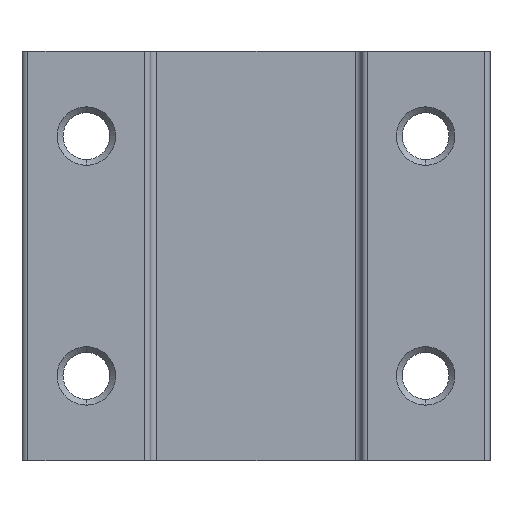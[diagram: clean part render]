
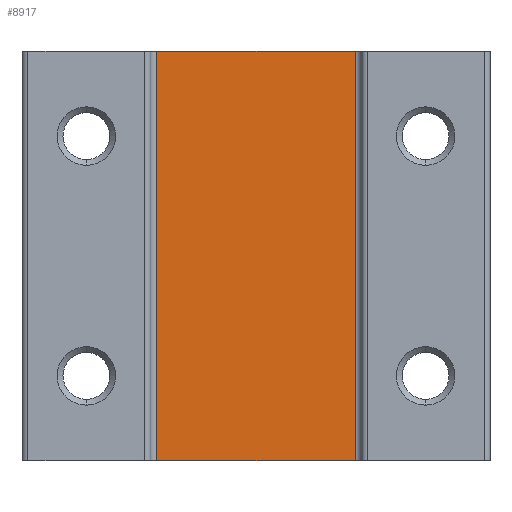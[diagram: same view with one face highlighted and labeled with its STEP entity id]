
A CAD part, front view. The second image highlights one B-rep face of the part: STEP entity #8917.
In plain terms, the highlighted planar face has unit normal (0, -1, 0).
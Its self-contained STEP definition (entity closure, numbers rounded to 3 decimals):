
#7 = ORIENTED_EDGE ( 'NONE', *, *, #13460, .T. ) ;
#910 = LINE ( 'NONE', #6305, #4829 ) ;
#993 = VERTEX_POINT ( 'NONE', #3155 ) ;
#1024 = EDGE_LOOP ( 'NONE', ( #7, #1109, #1219, #4266 ) ) ;
#1109 = ORIENTED_EDGE ( 'NONE', *, *, #9147, .T. ) ;
#1219 = ORIENTED_EDGE ( 'NONE', *, *, #12728, .F. ) ;
#2094 = CARTESIAN_POINT ( 'NONE',  ( -8.5, 1., -17.5 ) ) ;
#2343 = EDGE_CURVE ( 'NONE', #8426, #4815, #11586, .T. ) ;
#2798 = VECTOR ( 'NONE', #7437, 1000. ) ;
#3155 = CARTESIAN_POINT ( 'NONE',  ( 8.5, 1., 17.5 ) ) ;
#4245 = FACE_OUTER_BOUND ( 'NONE', #1024, .T. ) ;
#4266 = ORIENTED_EDGE ( 'NONE', *, *, #2343, .T. ) ;
#4375 = AXIS2_PLACEMENT_3D ( 'NONE', #10766, #6454, #10567 ) ;
#4526 = CARTESIAN_POINT ( 'NONE',  ( -8.5, 1., -17.5 ) ) ;
#4797 = CARTESIAN_POINT ( 'NONE',  ( 8.5, 1., 17.5 ) ) ;
#4815 = VERTEX_POINT ( 'NONE', #4526 ) ;
#4829 = VECTOR ( 'NONE', #9473, 1000. ) ;
#6305 = CARTESIAN_POINT ( 'NONE',  ( -9., 1., 17.5 ) ) ;
#6454 = DIRECTION ( 'NONE',  ( 0., 1., 0. ) ) ;
#7358 = PLANE ( 'NONE',  #4375 ) ;
#7437 = DIRECTION ( 'NONE',  ( 0., 0., -1. ) ) ;
#8269 = CARTESIAN_POINT ( 'NONE',  ( -8.5, 1., 17.5 ) ) ;
#8418 = LINE ( 'NONE', #11467, #9460 ) ;
#8426 = VERTEX_POINT ( 'NONE', #8269 ) ;
#8917 = ADVANCED_FACE ( 'NONE', ( #4245 ), #7358, .F. ) ;
#9147 = EDGE_CURVE ( 'NONE', #10694, #993, #11029, .T. ) ;
#9195 = DIRECTION ( 'NONE',  ( 0., 0., 1. ) ) ;
#9460 = VECTOR ( 'NONE', #11594, 1000. ) ;
#9473 = DIRECTION ( 'NONE',  ( 1., 0., 0. ) ) ;
#10567 = DIRECTION ( 'NONE',  ( -1., 0., 0. ) ) ;
#10597 = CARTESIAN_POINT ( 'NONE',  ( 8.5, 1., -17.5 ) ) ;
#10694 = VERTEX_POINT ( 'NONE', #10597 ) ;
#10766 = CARTESIAN_POINT ( 'NONE',  ( -9., 1., 17.5 ) ) ;
#11029 = LINE ( 'NONE', #4797, #13366 ) ;
#11467 = CARTESIAN_POINT ( 'NONE',  ( -9., 1., -17.5 ) ) ;
#11586 = LINE ( 'NONE', #2094, #2798 ) ;
#11594 = DIRECTION ( 'NONE',  ( 1., 0., 0. ) ) ;
#12728 = EDGE_CURVE ( 'NONE', #8426, #993, #910, .T. ) ;
#13366 = VECTOR ( 'NONE', #9195, 1000. ) ;
#13460 = EDGE_CURVE ( 'NONE', #4815, #10694, #8418, .T. ) ;
